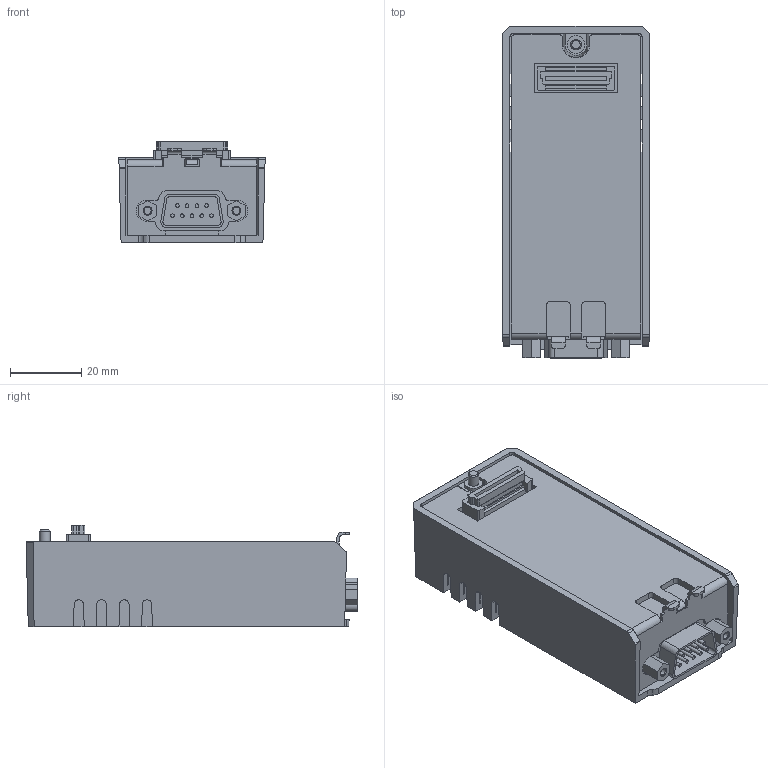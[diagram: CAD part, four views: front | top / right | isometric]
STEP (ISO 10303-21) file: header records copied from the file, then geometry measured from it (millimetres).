
FILE_DESCRIPTION(/* description */ ('STEP AP214'),/* implementation_level */ '2;1');
FILE_NAME(/* name */ '575301_CDPX-F-CO',/* time_stamp */ '2024-08-05T16:39:01+02:00',/* author */ ('License CC BY-ND 4.0'),/* organization */ ('CADENAS'),/* preprocessor_version */ 'ST-DEVELOPER v19.3',/* originating_system */ 'PARTsolutions',/* authorisation */ ' ');
FILE_SCHEMA (('AUTOMOTIVE_DESIGN {1 0 10303 214 3 1 1}'));
Length unit declared in the file: millimetre
Products named in the file (2): 575301 CDPX-F-CO; 575301 CDPX-F-CO---(housing)
Assembly tree (1 placements, depth 2):
  575301 CDPX-F-CO
    575301 CDPX-F-CO---(housing)
Bounding box: 41.2 x 93.45 x 28.45 mm (x, y, z)
Volume: 79312.3 mm3; surface area: 27775 mm2
Topology: 1 solids, 1 shells, 417 faces, 1213 edges, 805 vertices
Faces by surface type: plane 270, cylinder 142, cone 5
Full cylindrical faces by diameter (mm): 1.02 x9, 2.013 x2, 2.459 x1, 2.5 x1, 3 x1, 5 x1, 5.5 x1, 6.5 x1
Entity records: 16636 total; most frequent: CARTESIAN_POINT 2419, ORIENTED_EDGE 2376, DIRECTION 2321, EDGE_CURVE 1188, LINE 891, VECTOR 891, VERTEX_POINT 802, AXIS2_PLACEMENT_3D 715
